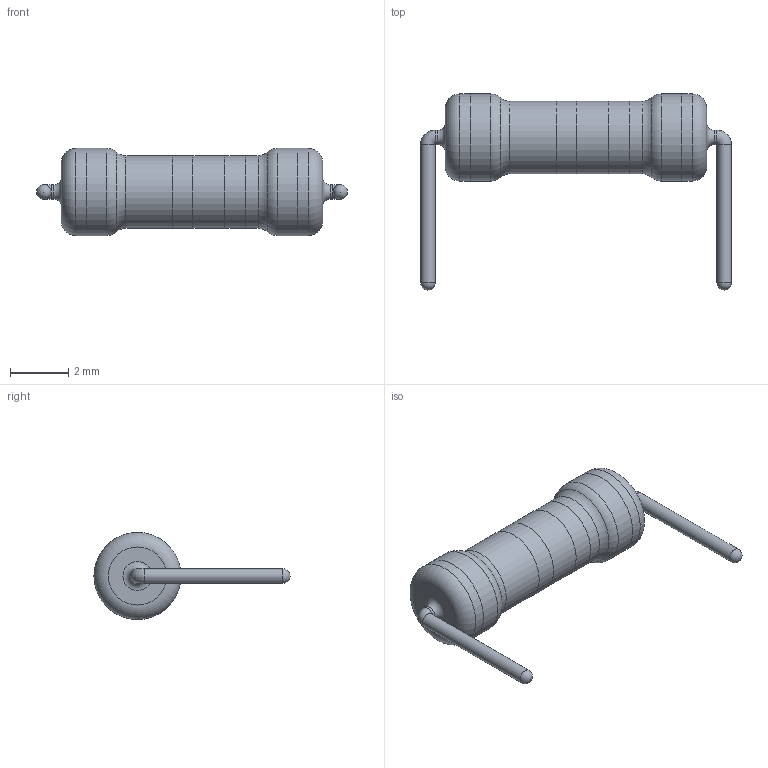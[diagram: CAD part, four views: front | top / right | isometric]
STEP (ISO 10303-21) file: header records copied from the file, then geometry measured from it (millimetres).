
FILE_DESCRIPTION (( 'STEP AP214' ), '1' );
FILE_NAME ('Resistor Axial 0.5W - Pitch 10.2mm (401.57mil) - 6R8.STEP', '2023-08-11T20:32:09', ( '' ), ( '' ), 'SwSTEP 2.0', 'SolidWorks 2023', '' );
FILE_SCHEMA (( 'AUTOMOTIVE_DESIGN' ));
Length unit declared in the file: millimetre
Products named in the file (1): Resistor Axial 0.5W - Pitch 10.2mm (401.57mil) - 6R8
Bounding box: 10.7 x 6.75 x 3 mm (x, y, z)
Volume: 53.7 mm3; surface area: 104.9 mm2
Topology: 1 solids, 1 shells, 27 faces, 67 edges, 38 vertices
Faces by surface type: cylinder 13, torus 10, plane 2, sphere 2
Full cylindrical faces by diameter (mm): 0.5 x4, 2.5 x5, 3 x4
Entity records: 846 total; most frequent: DIRECTION 108, CARTESIAN_POINT 78, AXIS2_PLACEMENT_3D 54, ORIENTED_EDGE 52, EDGE_LOOP 50, FACE_OUTER_BOUND 48, UNCERTAINTY_MEASURE_WITH_UNIT 29, MECHANICAL_DESIGN_GEOMETRIC_PRESENTATION_REPRESENTATION 28
